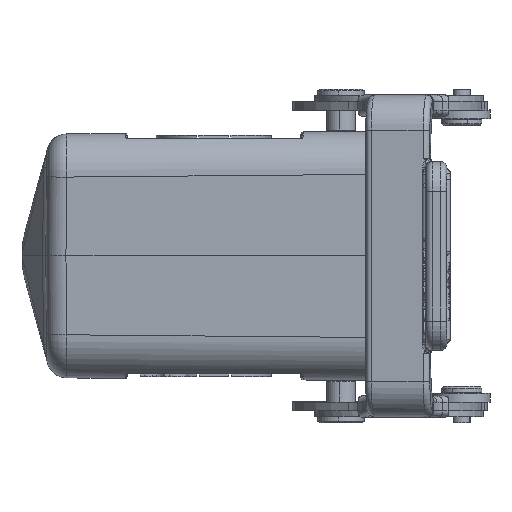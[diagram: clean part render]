
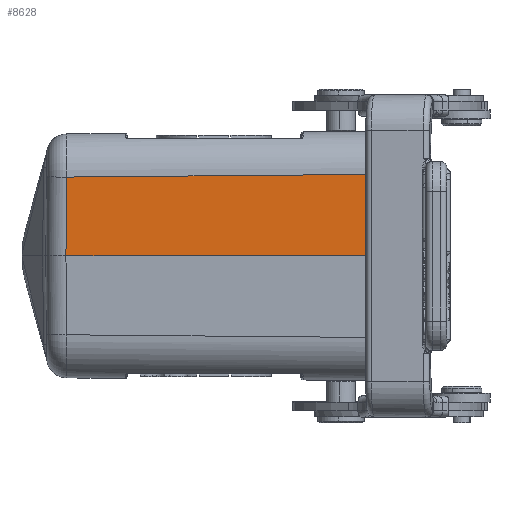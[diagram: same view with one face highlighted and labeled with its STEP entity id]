
A CAD part, left-side view. The second image highlights one B-rep face of the part: STEP entity #8628.
In plain terms, the highlighted planar face has unit normal (-1, 0.009, 0.009).
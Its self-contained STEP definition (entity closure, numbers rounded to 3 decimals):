
#4256=LINE('',#59174,#6662);
#4257=LINE('',#59182,#6663);
#4259=LINE('',#59193,#6665);
#6662=VECTOR('',#41867,1.);
#6663=VECTOR('',#41870,1.);
#6665=VECTOR('',#41874,1.);
#8628=ADVANCED_FACE('',(#11135),#9581,.F.);
#9581=PLANE('',#34333);
#11135=FACE_OUTER_BOUND('',#13080,.T.);
#13080=EDGE_LOOP('',(#21687,#21688,#21689,#21690,#21691));
#21687=ORIENTED_EDGE('',*,*,#30008,.T.);
#21688=ORIENTED_EDGE('',*,*,#30013,.F.);
#21689=ORIENTED_EDGE('',*,*,#30010,.F.);
#21690=ORIENTED_EDGE('',*,*,#30014,.T.);
#21691=ORIENTED_EDGE('',*,*,#30015,.T.);
#25420=VERTEX_POINT('',#58486);
#25488=VERTEX_POINT('',#59157);
#25491=VERTEX_POINT('',#59181);
#25492=VERTEX_POINT('',#59183);
#25494=VERTEX_POINT('',#59198);
#30008=EDGE_CURVE('',#25420,#25488,#4256,.T.);
#30010=EDGE_CURVE('',#25491,#25492,#4257,.T.);
#30013=EDGE_CURVE('',#25492,#25488,#4259,.T.);
#30014=EDGE_CURVE('',#25491,#25494,#31506,.T.);
#30015=EDGE_CURVE('',#25494,#25420,#31507,.T.);
#31506=B_SPLINE_CURVE_WITH_KNOTS('',3,(#59194,#59195,#59196,#59197),
 .UNSPECIFIED.,.F.,.F.,(4,4),(0.,1.),.UNSPECIFIED.);
#31507=B_SPLINE_CURVE_WITH_KNOTS('',3,(#59199,#59200,#59201,#59202),
 .UNSPECIFIED.,.F.,.F.,(4,4),(0.,1.),.UNSPECIFIED.);
#34333=AXIS2_PLACEMENT_3D('',#59203,#41875,#41876);
#41867=DIRECTION('',(0.009,0.,1.));
#41870=DIRECTION('',(0.009,-0.009,1.));
#41874=DIRECTION('',(-0.009,-1.,0.009));
#41875=DIRECTION('',(1.,-0.009,-0.009));
#41876=DIRECTION('',(0.009,0.,1.));
#58486=CARTESIAN_POINT('',(-36.491,71.007,0.));
#59157=CARTESIAN_POINT('',(-36.369,71.008,14.057));
#59174=CARTESIAN_POINT('',(-36.491,71.007,0.));
#59181=CARTESIAN_POINT('',(-36.033,123.531,0.));
#59182=CARTESIAN_POINT('',(-36.033,123.531,0.));
#59183=CARTESIAN_POINT('',(-35.915,123.412,13.6));
#59193=CARTESIAN_POINT('',(-35.915,123.412,13.6));
#59194=CARTESIAN_POINT('',(-36.033,123.531,0.));
#59195=CARTESIAN_POINT('',(-36.158,109.187,0.));
#59196=CARTESIAN_POINT('',(-36.283,94.843,0.));
#59197=CARTESIAN_POINT('',(-36.408,80.5,-0.001));
#59198=CARTESIAN_POINT('',(-36.408,80.5,-0.001));
#59199=CARTESIAN_POINT('',(-36.408,80.5,-0.001));
#59200=CARTESIAN_POINT('',(-36.436,77.336,0.));
#59201=CARTESIAN_POINT('',(-36.464,74.172,0.));
#59202=CARTESIAN_POINT('',(-36.491,71.007,0.));
#59203=CARTESIAN_POINT('',(-36.201,97.269,7.026));
